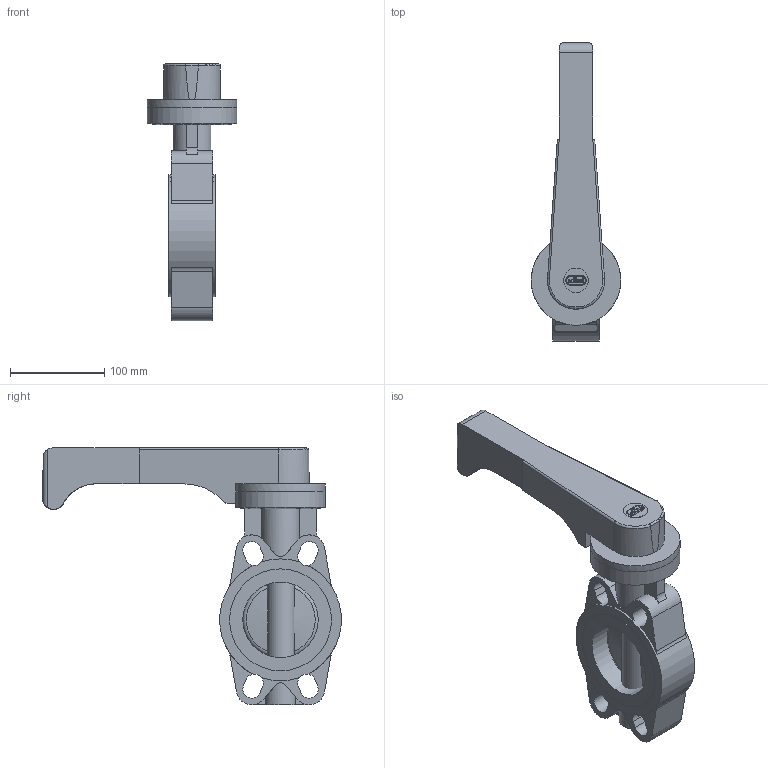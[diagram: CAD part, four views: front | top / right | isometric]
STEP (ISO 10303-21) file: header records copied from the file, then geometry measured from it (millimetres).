
FILE_DESCRIPTION(/* description */ (''),/* implementation_level */ '2;1');
FILE_NAME(/* name */ 'FEOVLM090E.iam.stp',/* time_stamp */ '2013-10-01T10:17:17+02:00',/* author */ ('bfaro'),/* organization */ (''),/* preprocessor_version */ 'ST-DEVELOPER v15.2',/* originating_system */ 'Autodesk Inventor 2014',/* authorisation */ '');
FILE_SCHEMA (('AUTOMOTIVE_DESIGN { 1 0 10303 214 3 1 1 }'));
Length unit declared in the file: millimetre
Products named in the file (5): Disco FE-FK 090; cassa FE 090; Maniglia 90-110; Piastrina 40; FEOVLM090E
Bounding box: 95 x 316.07 x 272.7 mm (x, y, z)
Volume: 1430163.9 mm3; surface area: 177504.1 mm2
Topology: 4 solids, 4 shells, 417 faces, 1219 edges, 812 vertices
Faces by surface type: plane 340, cylinder 68, cone 5, torus 4
Full cylindrical faces by diameter (mm): 26.1 x1, 30 x1, 80 x1, 94.992 x1, 95 x1, 108 x2
Entity records: 14229 total; most frequent: CARTESIAN_POINT 2735, ORIENTED_EDGE 2422, DIRECTION 2405, EDGE_CURVE 1211, VERTEX_POINT 812, LINE 805, VECTOR 805, AXIS2_PLACEMENT_3D 800
